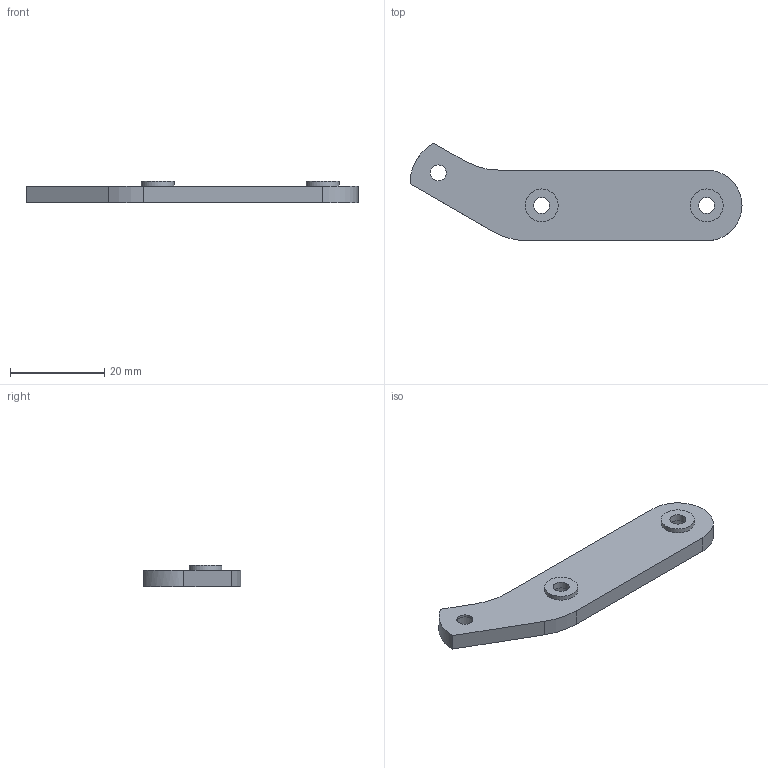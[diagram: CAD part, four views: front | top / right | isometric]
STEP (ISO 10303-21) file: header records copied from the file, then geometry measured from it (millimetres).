
FILE_DESCRIPTION(/* description */ (''),/* implementation_level */ '2;1');
FILE_NAME(/* name */ 'L_distal_tip_back cap.step',/* time_stamp */ '2024-03-18T13:26:50+09:00',/* author */ (''),/* organization */ (''),/* preprocessor_version */ 'ST-DEVELOPER v20',/* originating_system */ 'Autodesk Translation Framework v12.20.1.177',/* authorisation */ '');
FILE_SCHEMA (('AUTOMOTIVE_DESIGN { 1 0 10303 214 3 1 1 }'));
Length unit declared in the file: millimetre
Products named in the file (1): L_distal_tip_back cap
Bounding box: 70.45 x 20.73 x 4.5 mm (x, y, z)
Volume: 3074.6 mm3; surface area: 2670.1 mm2
Topology: 1 solids, 1 shells, 23 faces, 48 edges, 32 vertices
Faces by surface type: cylinder 11, plane 11, bspline 1
Full cylindrical faces by diameter (mm): 3.4 x3, 6.5 x3, 7 x2
Entity records: 672 total; most frequent: DIRECTION 118, CARTESIAN_POINT 109, ORIENTED_EDGE 96, EDGE_CURVE 48, AXIS2_PLACEMENT_3D 47, EDGE_LOOP 34, VERTEX_POINT 32, LINE 24
